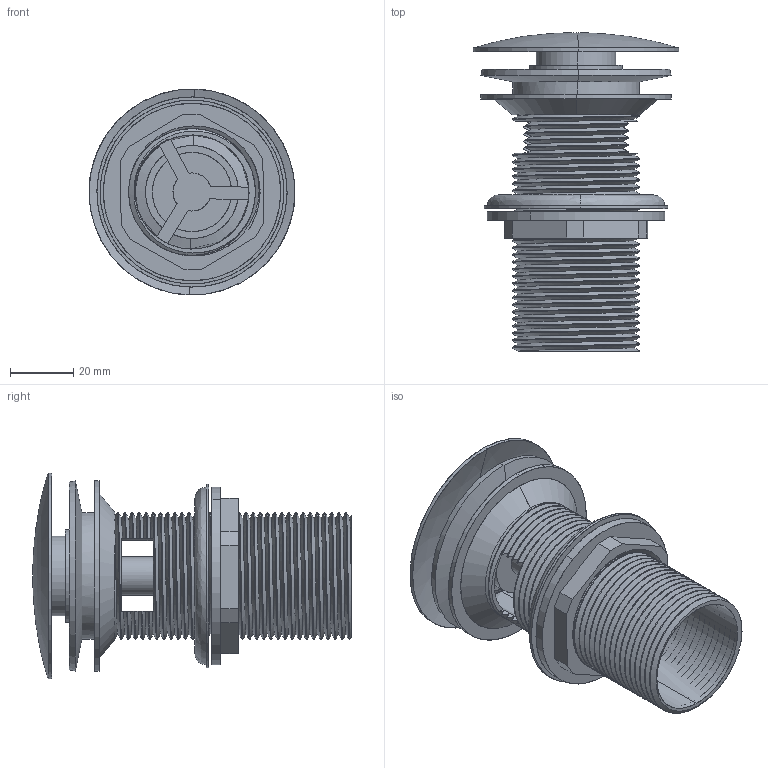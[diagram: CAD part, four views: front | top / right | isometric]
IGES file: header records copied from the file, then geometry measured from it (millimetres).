
Start section: SolidWorks IGES file using analytic representation for surfaces
Global section: file name: WA001.IGS; native system: SolidWorks 2019; preprocessor: SolidWorks 2019; author: paris.vigrass; date: 211103.115004; units: millimetre
Bounding box: 64.99 x 100.46 x 64.98 mm (x, y, z)
Surface area: 55855 mm2 (no closed solid volume)
Topology: 0 solids, 0 shells, 191 faces, 5239 edges, 5237 vertices
Faces by surface type: revolution 120, bspline 71
